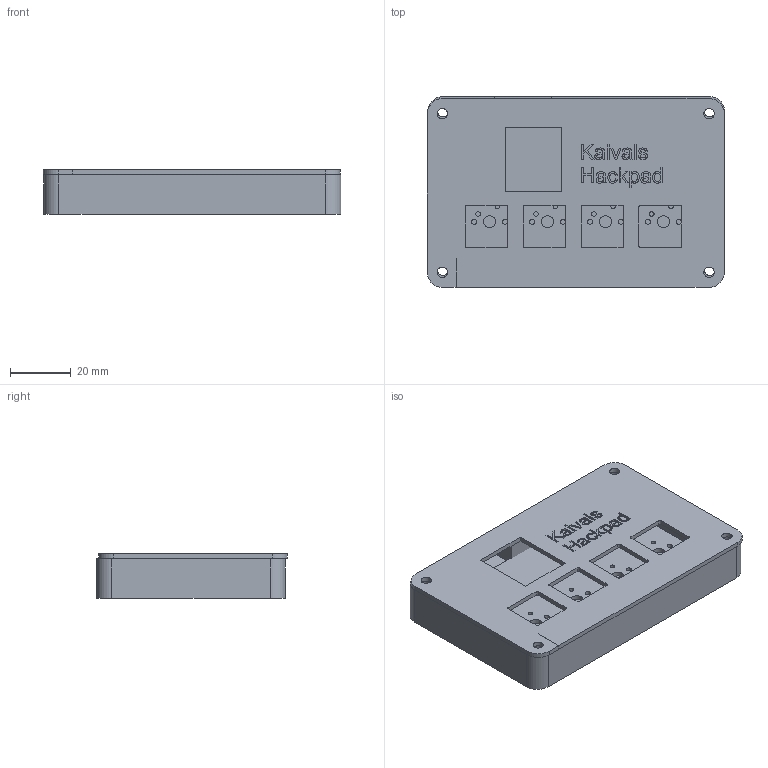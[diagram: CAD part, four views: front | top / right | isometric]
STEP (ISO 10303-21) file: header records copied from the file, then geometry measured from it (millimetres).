
FILE_DESCRIPTION(/* description */ (''),/* implementation_level */ '2;1');
FILE_NAME(/* name */ 'c9d26b4f-5bee-4193-ad14-5c23d3985969.stp',/* time_stamp */ '2026-02-06T02:56:34Z',/* author */ (''),/* organization */ (''),/* preprocessor_version */ 'ST-DEVELOPER v20.1',/* originating_system */ 'Autodesk Translation Framework v14.24.0.0',/* authorisation */ '');
FILE_SCHEMA (('AUTOMOTIVE_DESIGN { 1 0 10303 214 3 1 1 }'));
Length unit declared in the file: millimetre
Products named in the file (6): 2026-02-03-23-36-12-528; 2026-02-02-21-16-39-218; 2026-02-02-21-17-55-279; ProperHackpad 1; Hackpad_PCB; 2026-02-02-22-46-43-994
Assembly tree (5 placements, depth 4):
  2026-02-03-23-36-12-528
    2026-02-02-21-16-39-218
      2026-02-02-21-17-55-279
      ProperHackpad 1
        Hackpad_PCB
    2026-02-02-22-46-43-994
Bounding box: 97.92 x 62.84 x 14.74 mm (x, y, z)
Volume: 54772.3 mm3; surface area: 36867.6 mm2
Topology: 3 solids, 3 shells, 433 faces, 1206 edges, 804 vertices
Faces by surface type: bspline 217, plane 160, cylinder 56
Full cylindrical faces by diameter (mm): 1.5 x8, 1.7 x8, 3.4 x8, 4 x4, 6 x4
Entity records: 16158 total; most frequent: CARTESIAN_POINT 6143, ORIENTED_EDGE 2412, DIRECTION 1338, EDGE_CURVE 1206, VERTEX_POINT 804, LINE 660, VECTOR 660, EDGE_LOOP 524
